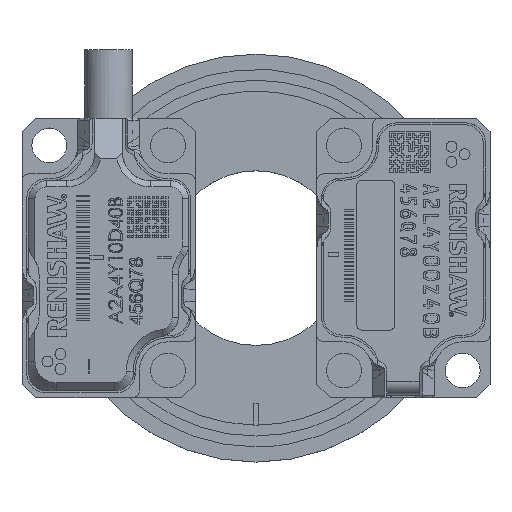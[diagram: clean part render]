
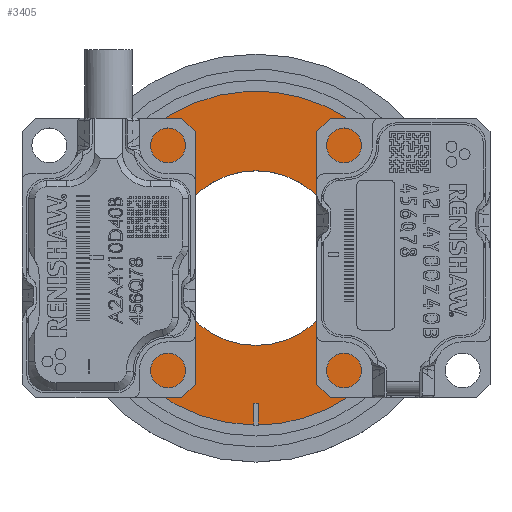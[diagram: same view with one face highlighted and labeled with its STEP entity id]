
A CAD part, top view. The second image highlights one B-rep face of the part: STEP entity #3405.
In plain terms, the highlighted planar face has unit normal (0, 0, 1).
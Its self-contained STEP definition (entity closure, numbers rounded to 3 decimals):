
#3405=ADVANCED_FACE('',(#12790,#12791),#5122,.T.);
#5122=PLANE('',#36625);
#6138=CIRCLE('',#36622,6.4);
#12790=FACE_BOUND('',#13893,.T.);
#12791=FACE_BOUND('',#13894,.T.);
#13893=EDGE_LOOP('',(#19345,#19346,#19347,#19348));
#13894=EDGE_LOOP('',(#19349));
#19345=ORIENTED_EDGE('',*,*,#30972,.F.);
#19346=ORIENTED_EDGE('',*,*,#30976,.F.);
#19347=ORIENTED_EDGE('',*,*,#30974,.F.);
#19348=ORIENTED_EDGE('',*,*,#30973,.F.);
#19349=ORIENTED_EDGE('',*,*,#30980,.F.);
#26820=VERTEX_POINT('',#53843);
#26821=VERTEX_POINT('',#53844);
#26822=VERTEX_POINT('',#53849);
#26823=VERTEX_POINT('',#53854);
#26828=VERTEX_POINT('',#53939);
#30972=EDGE_CURVE('',#26820,#26822,#34737,.T.);
#30973=EDGE_CURVE('',#26822,#26823,#34738,.T.);
#30974=EDGE_CURVE('',#26823,#26821,#34739,.T.);
#30976=EDGE_CURVE('',#26821,#26820,#34741,.T.);
#30980=EDGE_CURVE('',#26828,#26828,#6138,.T.);
#34737=B_SPLINE_CURVE_WITH_KNOTS('',3,(#53845,#53846,#53847,#53848),
 .UNSPECIFIED.,.F.,.F.,(4,4),(0.,1.),.UNSPECIFIED.);
#34738=B_SPLINE_CURVE_WITH_KNOTS('',3,(#53850,#53851,#53852,#53853),
 .UNSPECIFIED.,.F.,.F.,(4,4),(0.,1.),.UNSPECIFIED.);
#34739=B_SPLINE_CURVE_WITH_KNOTS('',3,(#53855,#53856,#53857,#53858),
 .UNSPECIFIED.,.F.,.F.,(4,4),(0.,1.),.UNSPECIFIED.);
#34741=B_SPLINE_CURVE_WITH_KNOTS('',3,(#53886,#53887,#53888,#53889,#53890,
#53891,#53892,#53893,#53894,#53895,#53896,#53897,#53898,#53899,#53900,#53901,
#53902,#53903),.UNSPECIFIED.,.F.,.F.,(4,2,2,2,2,2,2,2,4),(0.,0.125,0.25,
0.375,0.5,0.625,0.75,0.875,1.),.UNSPECIFIED.);
#36622=AXIS2_PLACEMENT_3D('',#53938,#41260,#41261);
#36625=AXIS2_PLACEMENT_3D('',#53942,#41266,#41267);
#41260=DIRECTION('',(0.,0.,1.));
#41261=DIRECTION('',(0.,-1.,0.));
#41266=DIRECTION('',(0.,0.,1.));
#41267=DIRECTION('',(1.,0.,0.));
#53843=CARTESIAN_POINT('',(17.325,-1.987,47.5));
#53844=CARTESIAN_POINT('',(16.975,-1.987,47.5));
#53845=CARTESIAN_POINT('',(17.325,-1.987,47.5));
#53846=CARTESIAN_POINT('',(17.325,-1.454,47.5));
#53847=CARTESIAN_POINT('',(17.325,-0.921,47.5));
#53848=CARTESIAN_POINT('',(17.325,-0.388,47.5));
#53849=CARTESIAN_POINT('',(17.325,-0.388,47.5));
#53850=CARTESIAN_POINT('',(17.325,-0.388,47.5));
#53851=CARTESIAN_POINT('',(17.208,-0.388,47.5));
#53852=CARTESIAN_POINT('',(17.092,-0.388,47.5));
#53853=CARTESIAN_POINT('',(16.975,-0.388,47.5));
#53854=CARTESIAN_POINT('',(16.975,-0.388,47.5));
#53855=CARTESIAN_POINT('',(16.975,-0.388,47.5));
#53856=CARTESIAN_POINT('',(16.975,-0.921,47.5));
#53857=CARTESIAN_POINT('',(16.975,-1.454,47.5));
#53858=CARTESIAN_POINT('',(16.975,-1.987,47.5));
#53886=CARTESIAN_POINT('',(16.975,-1.987,47.5));
#53887=CARTESIAN_POINT('',(13.752,-1.942,47.5));
#53888=CARTESIAN_POINT('',(10.66,-0.613,47.5));
#53889=CARTESIAN_POINT('',(6.148,3.993,47.5));
#53890=CARTESIAN_POINT('',(4.89,7.112,47.5));
#53891=CARTESIAN_POINT('',(4.934,13.563,47.5));
#53892=CARTESIAN_POINT('',(6.237,16.66,47.5));
#53893=CARTESIAN_POINT('',(10.818,21.209,47.5));
#53894=CARTESIAN_POINT('',(13.918,22.488,47.5));
#53895=CARTESIAN_POINT('',(20.382,22.488,47.5));
#53896=CARTESIAN_POINT('',(23.481,21.21,47.5));
#53897=CARTESIAN_POINT('',(28.064,16.659,47.5));
#53898=CARTESIAN_POINT('',(29.365,13.565,47.5));
#53899=CARTESIAN_POINT('',(29.41,7.11,47.5));
#53900=CARTESIAN_POINT('',(28.153,3.994,47.5));
#53901=CARTESIAN_POINT('',(23.639,-0.615,47.5));
#53902=CARTESIAN_POINT('',(20.547,-1.943,47.5));
#53903=CARTESIAN_POINT('',(17.325,-1.987,47.5));
#53938=CARTESIAN_POINT('',(17.15,10.25,47.5));
#53939=CARTESIAN_POINT('',(17.15,3.85,47.5));
#53942=CARTESIAN_POINT('',(17.15,10.25,47.5));
